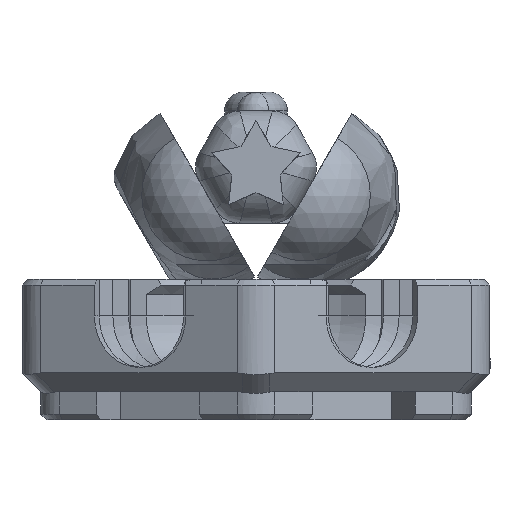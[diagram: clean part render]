
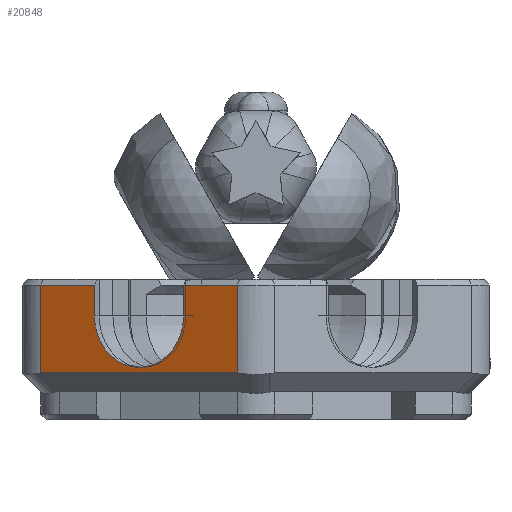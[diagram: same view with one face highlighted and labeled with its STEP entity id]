
A CAD part, left-side view. The second image highlights one B-rep face of the part: STEP entity #20848.
In plain terms, the highlighted planar face has unit normal (-0.866, 0.5, 0).
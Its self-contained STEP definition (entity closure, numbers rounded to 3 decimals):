
#492=CIRCLE('',#22120,5.5);
#1370=FACE_OUTER_BOUND('',#2549,.T.);
#2549=EDGE_LOOP('',(#13906,#13907,#13908,#13909,#13910,#13911,#13912,#13913));
#3883=LINE('',#29222,#6230);
#3911=LINE('',#29307,#6258);
#3914=LINE('',#29312,#6261);
#3915=LINE('',#29314,#6262);
#3916=LINE('',#29316,#6263);
#3917=LINE('',#29317,#6264);
#3918=LINE('',#29319,#6265);
#6230=VECTOR('',#23725,10.);
#6258=VECTOR('',#23769,10.);
#6261=VECTOR('',#23774,10.);
#6262=VECTOR('',#23775,10.);
#6263=VECTOR('',#23776,10.);
#6264=VECTOR('',#23777,10.);
#6265=VECTOR('',#23778,10.);
#8610=VERTEX_POINT('',#29215);
#8613=VERTEX_POINT('',#29220);
#8645=VERTEX_POINT('',#29304);
#8646=VERTEX_POINT('',#29306);
#8647=VERTEX_POINT('',#29311);
#8648=VERTEX_POINT('',#29313);
#8649=VERTEX_POINT('',#29315);
#8650=VERTEX_POINT('',#29318);
#10683=EDGE_CURVE('',#8613,#8610,#3883,.T.);
#10718=EDGE_CURVE('',#8645,#8646,#3911,.T.);
#10721=EDGE_CURVE('',#8647,#8610,#3914,.T.);
#10722=EDGE_CURVE('',#8648,#8613,#3915,.T.);
#10723=EDGE_CURVE('',#8648,#8649,#3916,.T.);
#10724=EDGE_CURVE('',#8646,#8649,#3917,.T.);
#10725=EDGE_CURVE('',#8645,#8650,#3918,.T.);
#10726=EDGE_CURVE('',#8650,#8647,#492,.T.);
#13906=ORIENTED_EDGE('',*,*,#10721,.T.);
#13907=ORIENTED_EDGE('',*,*,#10683,.F.);
#13908=ORIENTED_EDGE('',*,*,#10722,.F.);
#13909=ORIENTED_EDGE('',*,*,#10723,.T.);
#13910=ORIENTED_EDGE('',*,*,#10724,.F.);
#13911=ORIENTED_EDGE('',*,*,#10718,.F.);
#13912=ORIENTED_EDGE('',*,*,#10725,.T.);
#13913=ORIENTED_EDGE('',*,*,#10726,.T.);
#20034=PLANE('',#22119);
#20848=ADVANCED_FACE('',(#1370),#20034,.T.);
#22119=AXIS2_PLACEMENT_3D('',#29310,#23772,#23773);
#22120=AXIS2_PLACEMENT_3D('',#29320,#23779,#23780);
#23725=DIRECTION('',(-0.5,-0.866,0.));
#23769=DIRECTION('',(-0.5,-0.866,0.));
#23772=DIRECTION('center_axis',(-0.866,0.5,0.));
#23773=DIRECTION('ref_axis',(-0.5,-0.866,0.));
#23774=DIRECTION('',(0.,0.,1.));
#23775=DIRECTION('',(0.,0.,1.));
#23776=DIRECTION('',(-0.5,-0.866,0.));
#23777=DIRECTION('',(0.,0.,-1.));
#23778=DIRECTION('',(0.,0.,-1.));
#23779=DIRECTION('center_axis',(0.866,-0.5,0.));
#23780=DIRECTION('ref_axis',(0.5,0.866,0.));
#29215=CARTESIAN_POINT('',(-18.901,17.263,9.4));
#29220=CARTESIAN_POINT('',(-15.588,23.,9.4));
#29222=CARTESIAN_POINT('',(-18.042,18.75,9.4));
#29304=CARTESIAN_POINT('',(-24.401,7.737,9.4));
#29306=CARTESIAN_POINT('',(-27.713,2.,9.4));
#29307=CARTESIAN_POINT('',(-18.042,18.75,9.4));
#29310=CARTESIAN_POINT('Origin',(-14.434,25.,0.));
#29311=CARTESIAN_POINT('',(-18.901,17.263,6.1));
#29312=CARTESIAN_POINT('',(-18.901,17.263,7.239));
#29313=CARTESIAN_POINT('',(-15.588,23.,0.));
#29314=CARTESIAN_POINT('',(-15.588,23.,0.));
#29315=CARTESIAN_POINT('',(-27.713,2.,0.));
#29316=CARTESIAN_POINT('',(-14.434,25.,0.));
#29317=CARTESIAN_POINT('',(-27.713,2.,0.));
#29318=CARTESIAN_POINT('',(-24.401,7.737,6.1));
#29319=CARTESIAN_POINT('',(-24.401,7.737,5.));
#29320=CARTESIAN_POINT('Origin',(-21.651,12.5,6.1));
